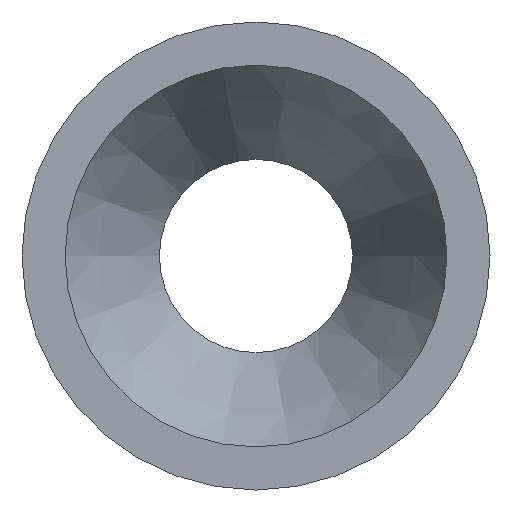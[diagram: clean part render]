
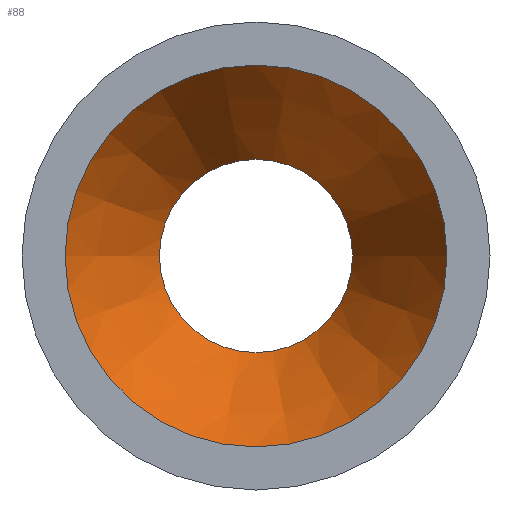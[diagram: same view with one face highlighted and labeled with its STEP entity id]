
A CAD part, left-side view. The second image highlights one B-rep face of the part: STEP entity #88.
In plain terms, the highlighted conical face has half-angle 28.906 degrees and reference radius 25.7 mm.
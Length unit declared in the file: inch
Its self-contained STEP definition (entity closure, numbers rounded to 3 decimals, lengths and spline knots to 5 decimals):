
#1 = AXIS2_PLACEMENT_3D ( 'NONE', #120, #103, #137 ) ;
#2 = CIRCLE ( 'NONE', #1, 0.51181 ) ;
#9 = DIRECTION ( 'NONE',  ( 0., 0., -1. ) ) ;
#18 = AXIS2_PLACEMENT_3D ( 'NONE', #147, #163, #9 ) ;
#34 = CARTESIAN_POINT ( 'NONE',  ( 2.51969, 0., 0. ) ) ;
#41 = EDGE_CURVE ( 'NONE', #71, #71, #139, .T. ) ;
#48 = ORIENTED_EDGE ( 'NONE', *, *, #180, .F. ) ;
#50 = DIRECTION ( 'NONE',  ( -1., 0., 0. ) ) ;
#55 = DIRECTION ( 'NONE',  ( 0., 0., 1. ) ) ;
#71 = VERTEX_POINT ( 'NONE', #213 ) ;
#87 = AXIS2_PLACEMENT_3D ( 'NONE', #34, #50, #55 ) ;
#88 = ADVANCED_FACE ( 'NONE', ( #237, #133 ), #144, .F. ) ;
#97 = CARTESIAN_POINT ( 'NONE',  ( 3.4252, 0.51181, 0. ) ) ;
#100 = EDGE_LOOP ( 'NONE', ( #48 ) ) ;
#103 = DIRECTION ( 'NONE',  ( -1., 0., 0. ) ) ;
#107 = ORIENTED_EDGE ( 'NONE', *, *, #41, .T. ) ;
#120 = CARTESIAN_POINT ( 'NONE',  ( 3.4252, 0., 0. ) ) ;
#133 = FACE_OUTER_BOUND ( 'NONE', #197, .T. ) ;
#137 = DIRECTION ( 'NONE',  ( 0., 1., 0. ) ) ;
#139 = CIRCLE ( 'NONE', #18, 1.01181 ) ;
#143 = VERTEX_POINT ( 'NONE', #97 ) ;
#144 = CONICAL_SURFACE ( 'NONE', #87, 1.01181, 0.505 ) ;
#147 = CARTESIAN_POINT ( 'NONE',  ( 2.51969, 0., 0. ) ) ;
#163 = DIRECTION ( 'NONE',  ( -1., 0., 0. ) ) ;
#180 = EDGE_CURVE ( 'NONE', #143, #143, #2, .T. ) ;
#197 = EDGE_LOOP ( 'NONE', ( #107 ) ) ;
#213 = CARTESIAN_POINT ( 'NONE',  ( 2.51969, 0., -1.01181 ) ) ;
#237 = FACE_BOUND ( 'NONE', #100, .T. ) ;
